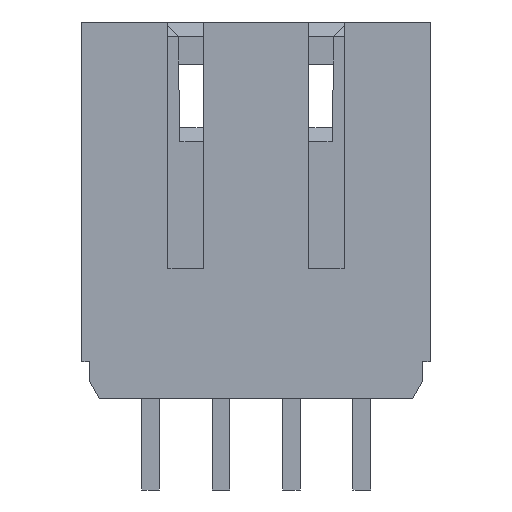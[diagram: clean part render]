
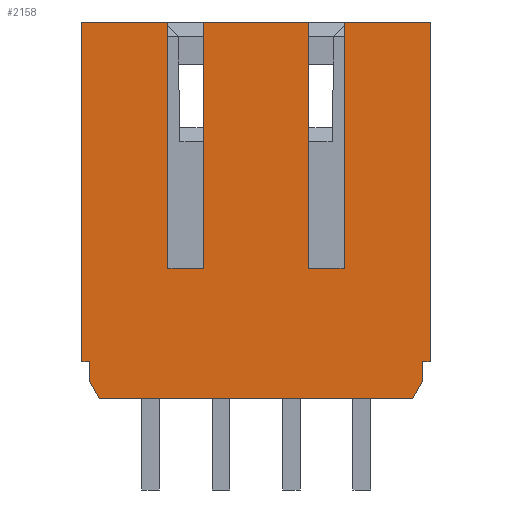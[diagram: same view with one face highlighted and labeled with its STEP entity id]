
A CAD part, front view. The second image highlights one B-rep face of the part: STEP entity #2158.
In plain terms, the highlighted planar face has unit normal (0, -1, 0).
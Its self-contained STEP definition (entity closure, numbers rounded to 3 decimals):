
#48 = VERTEX_POINT('',#49);
#49 = CARTESIAN_POINT('',(-6.287,-2.54,0.));
#55 = EDGE_CURVE('',#48,#56,#58,.T.);
#56 = VERTEX_POINT('',#57);
#57 = CARTESIAN_POINT('',(-6.287,-2.54,-12.254));
#58 = LINE('',#59,#60);
#59 = CARTESIAN_POINT('',(-6.287,-2.54,0.));
#60 = VECTOR('',#61,1.);
#61 = DIRECTION('',(0.,0.,-1.));
#319 = VERTEX_POINT('',#320);
#320 = CARTESIAN_POINT('',(1.907,-2.54,0.));
#326 = EDGE_CURVE('',#327,#319,#329,.T.);
#327 = VERTEX_POINT('',#328);
#328 = CARTESIAN_POINT('',(-1.907,-2.54,0.));
#329 = LINE('',#330,#331);
#330 = CARTESIAN_POINT('',(-1.907,-2.54,0.));
#331 = VECTOR('',#332,1.);
#332 = DIRECTION('',(1.,0.,0.));
#348 = EDGE_CURVE('',#48,#349,#351,.T.);
#349 = VERTEX_POINT('',#350);
#350 = CARTESIAN_POINT('',(-3.177,-2.54,0.));
#351 = LINE('',#352,#353);
#352 = CARTESIAN_POINT('',(-6.287,-2.54,0.));
#353 = VECTOR('',#354,1.);
#354 = DIRECTION('',(1.,0.,0.));
#395 = EDGE_CURVE('',#396,#398,#400,.T.);
#396 = VERTEX_POINT('',#397);
#397 = CARTESIAN_POINT('',(3.177,-2.54,0.));
#398 = VERTEX_POINT('',#399);
#399 = CARTESIAN_POINT('',(6.287,-2.54,0.));
#400 = LINE('',#401,#402);
#401 = CARTESIAN_POINT('',(3.177,-2.54,0.));
#402 = VECTOR('',#403,1.);
#403 = DIRECTION('',(1.,0.,0.));
#1366 = EDGE_CURVE('',#1367,#1369,#1371,.T.);
#1367 = VERTEX_POINT('',#1368);
#1368 = CARTESIAN_POINT('',(-3.177,-2.54,-8.89));
#1369 = VERTEX_POINT('',#1370);
#1370 = CARTESIAN_POINT('',(-1.907,-2.54,-8.89));
#1371 = LINE('',#1372,#1373);
#1372 = CARTESIAN_POINT('',(-3.177,-2.54,-8.89));
#1373 = VECTOR('',#1374,1.);
#1374 = DIRECTION('',(1.,0.,0.));
#1471 = VERTEX_POINT('',#1472);
#1472 = CARTESIAN_POINT('',(3.177,-2.54,-8.89));
#1478 = EDGE_CURVE('',#1479,#1471,#1481,.T.);
#1479 = VERTEX_POINT('',#1480);
#1480 = CARTESIAN_POINT('',(1.907,-2.54,-8.89));
#1481 = LINE('',#1482,#1483);
#1482 = CARTESIAN_POINT('',(1.907,-2.54,-8.89));
#1483 = VECTOR('',#1484,1.);
#1484 = DIRECTION('',(1.,0.,0.));
#1995 = VERTEX_POINT('',#1996);
#1996 = CARTESIAN_POINT('',(5.648,-2.54,-13.589));
#2004 = VERTEX_POINT('',#2005);
#2005 = CARTESIAN_POINT('',(-5.648,-2.54,-13.589));
#2011 = EDGE_CURVE('',#2004,#1995,#2012,.T.);
#2012 = LINE('',#2013,#2014);
#2013 = CARTESIAN_POINT('',(-5.648,-2.54,-13.589));
#2014 = VECTOR('',#2015,1.);
#2015 = DIRECTION('',(1.,0.,0.));
#2138 = EDGE_CURVE('',#1995,#2139,#2141,.T.);
#2139 = VERTEX_POINT('',#2140);
#2140 = CARTESIAN_POINT('',(6.009,-2.54,-12.964));
#2141 = LINE('',#2142,#2143);
#2142 = CARTESIAN_POINT('',(5.648,-2.54,-13.589));
#2143 = VECTOR('',#2144,1.);
#2144 = DIRECTION('',(0.5,0.,0.866));
#2158 = ADVANCED_FACE('',(#2159),#2255,.T.);
#2159 = FACE_BOUND('',#2160,.F.);
#2160 = EDGE_LOOP('',(#2161,#2162,#2168,#2169,#2177,#2185,#2193,#2200,
    #2201,#2202,#2210,#2219,#2227,#2233,#2234,#2235,#2241,#2242,#2248,
    #2249));
#2161 = ORIENTED_EDGE('',*,*,#1478,.T.);
#2162 = ORIENTED_EDGE('',*,*,#2163,.F.);
#2163 = EDGE_CURVE('',#396,#1471,#2164,.T.);
#2164 = LINE('',#2165,#2166);
#2165 = CARTESIAN_POINT('',(3.177,-2.54,0.));
#2166 = VECTOR('',#2167,1.);
#2167 = DIRECTION('',(0.,0.,-1.));
#2168 = ORIENTED_EDGE('',*,*,#395,.T.);
#2169 = ORIENTED_EDGE('',*,*,#2170,.T.);
#2170 = EDGE_CURVE('',#398,#2171,#2173,.T.);
#2171 = VERTEX_POINT('',#2172);
#2172 = CARTESIAN_POINT('',(6.287,-2.54,-12.254));
#2173 = LINE('',#2174,#2175);
#2174 = CARTESIAN_POINT('',(6.287,-2.54,0.));
#2175 = VECTOR('',#2176,1.);
#2176 = DIRECTION('',(0.,0.,-1.));
#2177 = ORIENTED_EDGE('',*,*,#2178,.T.);
#2178 = EDGE_CURVE('',#2171,#2179,#2181,.T.);
#2179 = VERTEX_POINT('',#2180);
#2180 = CARTESIAN_POINT('',(6.012,-2.54,-12.254));
#2181 = LINE('',#2182,#2183);
#2182 = CARTESIAN_POINT('',(6.287,-2.54,-12.254));
#2183 = VECTOR('',#2184,1.);
#2184 = DIRECTION('',(-1.,0.,0.));
#2185 = ORIENTED_EDGE('',*,*,#2186,.F.);
#2186 = EDGE_CURVE('',#2187,#2179,#2189,.T.);
#2187 = VERTEX_POINT('',#2188);
#2188 = CARTESIAN_POINT('',(6.012,-2.54,-12.954));
#2189 = LINE('',#2190,#2191);
#2190 = CARTESIAN_POINT('',(6.012,-2.54,-12.954));
#2191 = VECTOR('',#2192,1.);
#2192 = DIRECTION('',(0.,0.,1.));
#2193 = ORIENTED_EDGE('',*,*,#2194,.T.);
#2194 = EDGE_CURVE('',#2187,#2139,#2195,.T.);
#2195 = CIRCLE('',#2196,0.02);
#2196 = AXIS2_PLACEMENT_3D('',#2197,#2198,#2199);
#2197 = CARTESIAN_POINT('',(5.992,-2.54,-12.954));
#2198 = DIRECTION('',(0.,1.,0.));
#2199 = DIRECTION('',(1.,-0.,0.));
#2200 = ORIENTED_EDGE('',*,*,#2138,.F.);
#2201 = ORIENTED_EDGE('',*,*,#2011,.F.);
#2202 = ORIENTED_EDGE('',*,*,#2203,.F.);
#2203 = EDGE_CURVE('',#2204,#2004,#2206,.T.);
#2204 = VERTEX_POINT('',#2205);
#2205 = CARTESIAN_POINT('',(-6.009,-2.54,-12.964));
#2206 = LINE('',#2207,#2208);
#2207 = CARTESIAN_POINT('',(-6.009,-2.54,-12.964));
#2208 = VECTOR('',#2209,1.);
#2209 = DIRECTION('',(0.5,0.,-0.866));
#2210 = ORIENTED_EDGE('',*,*,#2211,.T.);
#2211 = EDGE_CURVE('',#2204,#2212,#2214,.T.);
#2212 = VERTEX_POINT('',#2213);
#2213 = CARTESIAN_POINT('',(-6.012,-2.54,-12.954));
#2214 = CIRCLE('',#2215,0.02);
#2215 = AXIS2_PLACEMENT_3D('',#2216,#2217,#2218);
#2216 = CARTESIAN_POINT('',(-5.992,-2.54,-12.954));
#2217 = DIRECTION('',(0.,1.,0.));
#2218 = DIRECTION('',(-0.866,0.,-0.5));
#2219 = ORIENTED_EDGE('',*,*,#2220,.F.);
#2220 = EDGE_CURVE('',#2221,#2212,#2223,.T.);
#2221 = VERTEX_POINT('',#2222);
#2222 = CARTESIAN_POINT('',(-6.012,-2.54,-12.254));
#2223 = LINE('',#2224,#2225);
#2224 = CARTESIAN_POINT('',(-6.012,-2.54,-12.254));
#2225 = VECTOR('',#2226,1.);
#2226 = DIRECTION('',(0.,0.,-1.));
#2227 = ORIENTED_EDGE('',*,*,#2228,.F.);
#2228 = EDGE_CURVE('',#56,#2221,#2229,.T.);
#2229 = LINE('',#2230,#2231);
#2230 = CARTESIAN_POINT('',(-6.287,-2.54,-12.254));
#2231 = VECTOR('',#2232,1.);
#2232 = DIRECTION('',(1.,0.,0.));
#2233 = ORIENTED_EDGE('',*,*,#55,.F.);
#2234 = ORIENTED_EDGE('',*,*,#348,.T.);
#2235 = ORIENTED_EDGE('',*,*,#2236,.T.);
#2236 = EDGE_CURVE('',#349,#1367,#2237,.T.);
#2237 = LINE('',#2238,#2239);
#2238 = CARTESIAN_POINT('',(-3.177,-2.54,0.));
#2239 = VECTOR('',#2240,1.);
#2240 = DIRECTION('',(0.,0.,-1.));
#2241 = ORIENTED_EDGE('',*,*,#1366,.T.);
#2242 = ORIENTED_EDGE('',*,*,#2243,.F.);
#2243 = EDGE_CURVE('',#327,#1369,#2244,.T.);
#2244 = LINE('',#2245,#2246);
#2245 = CARTESIAN_POINT('',(-1.907,-2.54,0.));
#2246 = VECTOR('',#2247,1.);
#2247 = DIRECTION('',(0.,0.,-1.));
#2248 = ORIENTED_EDGE('',*,*,#326,.T.);
#2249 = ORIENTED_EDGE('',*,*,#2250,.T.);
#2250 = EDGE_CURVE('',#319,#1479,#2251,.T.);
#2251 = LINE('',#2252,#2253);
#2252 = CARTESIAN_POINT('',(1.907,-2.54,0.));
#2253 = VECTOR('',#2254,1.);
#2254 = DIRECTION('',(0.,0.,-1.));
#2255 = PLANE('',#2256);
#2256 = AXIS2_PLACEMENT_3D('',#2257,#2258,#2259);
#2257 = CARTESIAN_POINT('',(-6.287,-2.54,0.));
#2258 = DIRECTION('',(0.,-1.,0.));
#2259 = DIRECTION('',(0.,0.,-1.));
